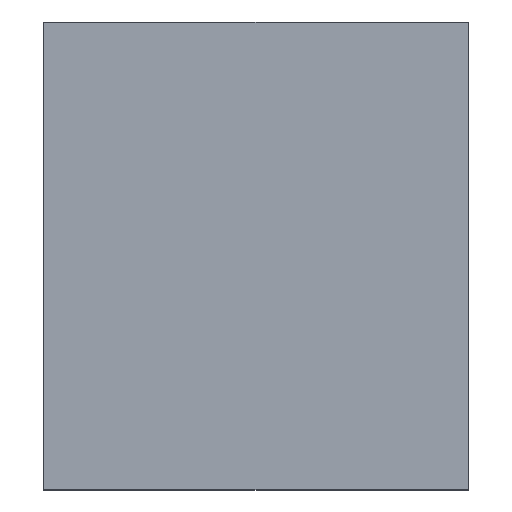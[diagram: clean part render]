
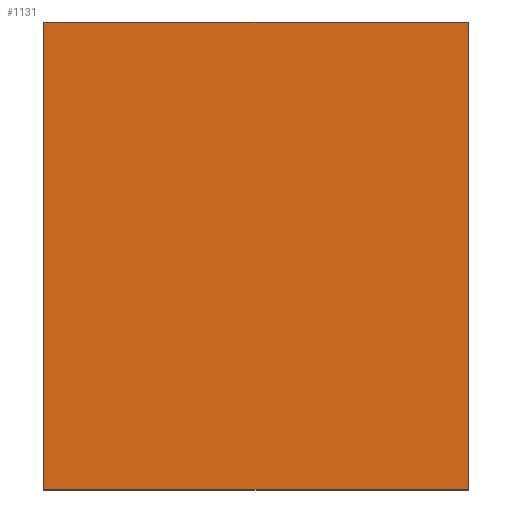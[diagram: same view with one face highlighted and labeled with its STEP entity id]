
A CAD part, top view. The second image highlights one B-rep face of the part: STEP entity #1131.
In plain terms, the highlighted planar face has unit normal (0, 0, 1).
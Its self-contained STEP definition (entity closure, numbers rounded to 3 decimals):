
#76=ORIENTED_EDGE('',*,*,#388,.T.);
#77=ORIENTED_EDGE('',*,*,#389,.T.);
#78=ORIENTED_EDGE('',*,*,#390,.T.);
#79=ORIENTED_EDGE('',*,*,#391,.T.);
#388=EDGE_CURVE('',#544,#545,#648,.T.);
#389=EDGE_CURVE('',#545,#546,#649,.T.);
#390=EDGE_CURVE('',#546,#547,#650,.T.);
#391=EDGE_CURVE('',#547,#544,#651,.T.);
#544=VERTEX_POINT('',#1678);
#545=VERTEX_POINT('',#1679);
#546=VERTEX_POINT('',#1681);
#547=VERTEX_POINT('',#1683);
#648=LINE('',#1677,#804);
#649=LINE('',#1680,#805);
#650=LINE('',#1682,#806);
#651=LINE('',#1684,#807);
#804=VECTOR('',#1336,1000.);
#805=VECTOR('',#1337,1000.);
#806=VECTOR('',#1338,1000.);
#807=VECTOR('',#1339,1000.);
#921=EDGE_LOOP('',(#76,#77,#78,#79));
#999=FACE_BOUND('',#921,.T.);
#1065=PLANE('',#1212);
#1131=ADVANCED_FACE('',(#999),#1065,.F.);
#1212=AXIS2_PLACEMENT_3D('',#1676,#1334,#1335);
#1334=DIRECTION('',(0.,0.,-1.));
#1335=DIRECTION('',(-1.,0.,0.));
#1336=DIRECTION('',(-1.,0.,0.));
#1337=DIRECTION('',(0.,-1.,0.));
#1338=DIRECTION('',(1.,0.,0.));
#1339=DIRECTION('',(0.,1.,0.));
#1676=CARTESIAN_POINT('',(0.,0.,12.7));
#1677=CARTESIAN_POINT('',(-7.685,7.11,12.7));
#1678=CARTESIAN_POINT('',(7.685,7.11,12.7));
#1679=CARTESIAN_POINT('',(-7.685,7.11,12.7));
#1680=CARTESIAN_POINT('',(-7.685,7.11,12.7));
#1681=CARTESIAN_POINT('',(-7.685,-6.86,12.7));
#1682=CARTESIAN_POINT('',(-7.685,-6.86,12.7));
#1683=CARTESIAN_POINT('',(7.685,-6.86,12.7));
#1684=CARTESIAN_POINT('',(7.685,7.11,12.7));
